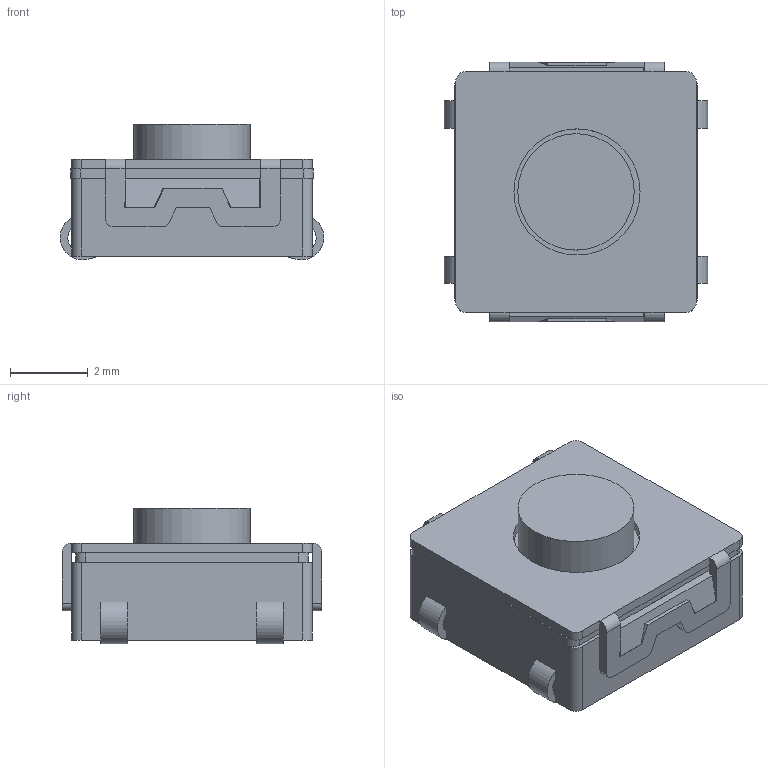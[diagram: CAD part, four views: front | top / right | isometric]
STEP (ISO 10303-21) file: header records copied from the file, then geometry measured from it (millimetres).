
FILE_DESCRIPTION((''),'2;1');
FILE_NAME('TL3304AFxxxQJ.stp','2011-11-30T07:37:28',('blarson'),(''),'Autodesk Inventor 11','Autodesk Inventor 11','');
FILE_SCHEMA(('AUTOMOTIVE_DESIGN { 1 0 10303 214 1 1 1 1 }'));
Length unit declared in the file: inch
Products named in the file (5): P010544; TL3304BODY; TL3304 BRACKET; TL3304ASEAL; TL3304-Terminals J-LEAD
Assembly tree (4 placements, depth 2):
  P010544
    TL3304BODY
    TL3304 BRACKET
    TL3304ASEAL
    TL3304-Terminals J-LEAD
Bounding box: 6.8 x 6.7 x 3.5 mm (x, y, z)
Volume: 85.9 mm3; surface area: 413.4 mm2
Topology: 5 solids, 5 shells, 309 faces, 840 edges, 554 vertices
Faces by surface type: plane 189, bspline 71, cylinder 48, cone 1
Full cylindrical faces by diameter (mm): 0.8 x1, 3 x1, 3.25 x1, 5 x2, 6 x2
Entity records: 9848 total; most frequent: CARTESIAN_POINT 2027, ORIENTED_EDGE 1662, DIRECTION 1436, EDGE_CURVE 831, VECTOR 720, LINE 720, VERTEX_POINT 553, AXIS2_PLACEMENT_3D 358
